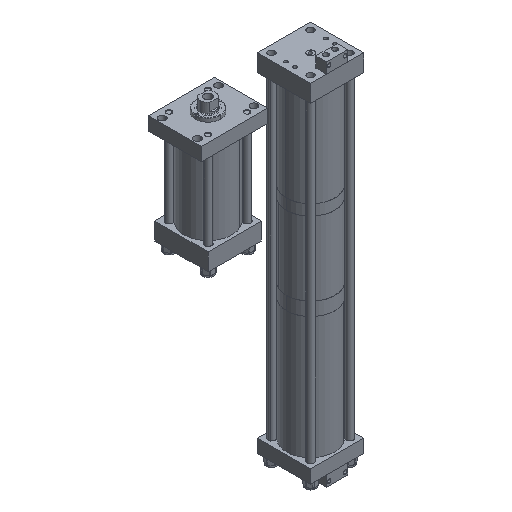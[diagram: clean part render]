
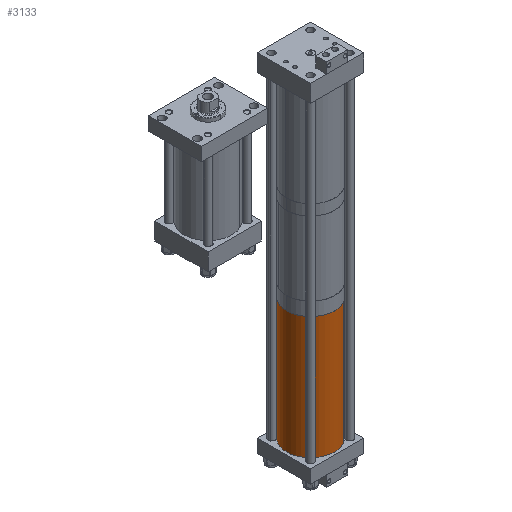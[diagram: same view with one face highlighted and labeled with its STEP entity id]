
A CAD part, isometric view. The second image highlights one B-rep face of the part: STEP entity #3133.
In plain terms, the highlighted cylindrical face has radius 57.15 mm (diameter 114.3 mm), a partial arc.
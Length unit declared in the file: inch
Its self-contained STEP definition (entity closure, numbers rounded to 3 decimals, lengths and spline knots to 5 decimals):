
#17 = DIRECTION ( 'NONE',  ( 0., 0., -1. ) ) ;
#418 = VERTEX_POINT ( 'NONE', #3731 ) ;
#443 = AXIS2_PLACEMENT_3D ( 'NONE', #9631, #6458, #7347 ) ;
#2513 = DIRECTION ( 'NONE',  ( 0., 0., -1. ) ) ;
#2959 = AXIS2_PLACEMENT_3D ( 'NONE', #5754, #12367, #13476 ) ;
#3133 = ADVANCED_FACE ( 'NONE', ( #13689 ), #12492, .T. ) ;
#3135 = CIRCLE ( 'NONE', #443, 2.25 ) ;
#3627 = EDGE_LOOP ( 'NONE', ( #8927, #4026, #7617, #5112 ) ) ;
#3731 = CARTESIAN_POINT ( 'NONE',  ( -2.25, 0., 0. ) ) ;
#3752 = EDGE_CURVE ( 'NONE', #5787, #11442, #3135, .T. ) ;
#4026 = ORIENTED_EDGE ( 'NONE', *, *, #9060, .T. ) ;
#4986 = CARTESIAN_POINT ( 'NONE',  ( 0., 0., 0. ) ) ;
#5112 = ORIENTED_EDGE ( 'NONE', *, *, #5911, .F. ) ;
#5754 = CARTESIAN_POINT ( 'NONE',  ( 0., 0., 11.48 ) ) ;
#5766 = VECTOR ( 'NONE', #2513, 39.37008 ) ;
#5787 = VERTEX_POINT ( 'NONE', #9787 ) ;
#5911 = EDGE_CURVE ( 'NONE', #11442, #418, #12070, .T. ) ;
#5947 = DIRECTION ( 'NONE',  ( 1., 0., 0. ) ) ;
#6458 = DIRECTION ( 'NONE',  ( 0., 0., 1. ) ) ;
#6702 = CARTESIAN_POINT ( 'NONE',  ( 2.25, 0., 11.48 ) ) ;
#7260 = CARTESIAN_POINT ( 'NONE',  ( -2.25, 0., 11.48 ) ) ;
#7347 = DIRECTION ( 'NONE',  ( 1., 0., 0. ) ) ;
#7617 = ORIENTED_EDGE ( 'NONE', *, *, #9348, .T. ) ;
#7928 = AXIS2_PLACEMENT_3D ( 'NONE', #4986, #9217, #5947 ) ;
#8097 = VECTOR ( 'NONE', #17, 39.37008 ) ;
#8584 = CARTESIAN_POINT ( 'NONE',  ( 2.25, 0., 0. ) ) ;
#8927 = ORIENTED_EDGE ( 'NONE', *, *, #3752, .F. ) ;
#9060 = EDGE_CURVE ( 'NONE', #5787, #10863, #13069, .T. ) ;
#9217 = DIRECTION ( 'NONE',  ( 0., 0., 1. ) ) ;
#9348 = EDGE_CURVE ( 'NONE', #10863, #418, #9457, .T. ) ;
#9457 = CIRCLE ( 'NONE', #7928, 2.25 ) ;
#9631 = CARTESIAN_POINT ( 'NONE',  ( 0., 0., 11.48 ) ) ;
#9787 = CARTESIAN_POINT ( 'NONE',  ( 2.25, 0., 11.48 ) ) ;
#10863 = VERTEX_POINT ( 'NONE', #8584 ) ;
#11052 = CARTESIAN_POINT ( 'NONE',  ( -2.25, 0., 11.48 ) ) ;
#11442 = VERTEX_POINT ( 'NONE', #7260 ) ;
#12070 = LINE ( 'NONE', #11052, #5766 ) ;
#12367 = DIRECTION ( 'NONE',  ( 0., 0., -1. ) ) ;
#12492 = CYLINDRICAL_SURFACE ( 'NONE', #2959, 2.25 ) ;
#13069 = LINE ( 'NONE', #6702, #8097 ) ;
#13476 = DIRECTION ( 'NONE',  ( -1., 0., 0. ) ) ;
#13689 = FACE_OUTER_BOUND ( 'NONE', #3627, .T. ) ;
